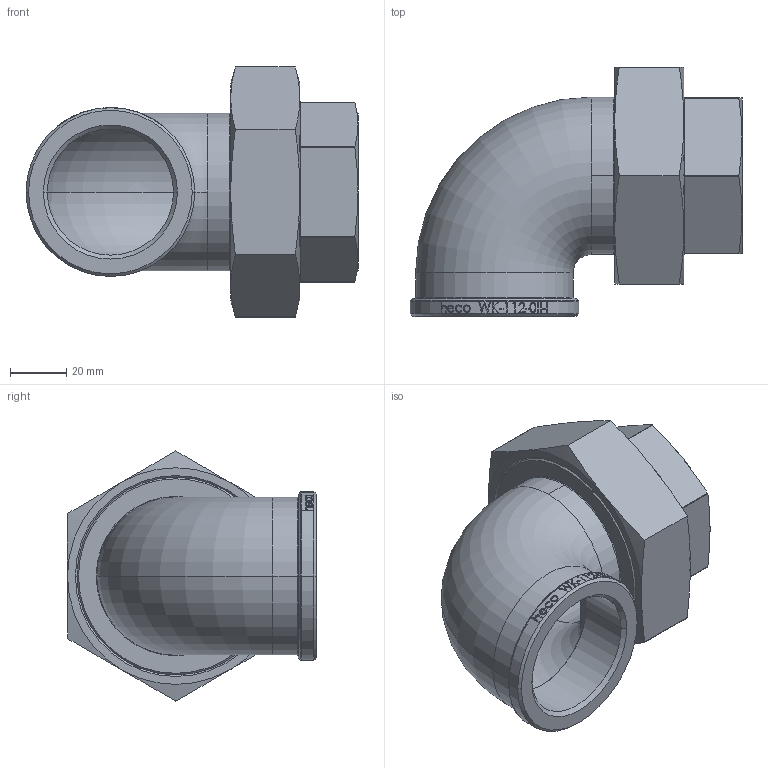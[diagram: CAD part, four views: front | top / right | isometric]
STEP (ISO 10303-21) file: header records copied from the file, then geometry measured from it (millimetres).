
FILE_DESCRIPTION (( 'STEP AP214' ), '1' );
FILE_NAME ('WK-112-0II-I heco.STEP', '2017-09-21T12:47:41', ( '' ), ( '' ), 'SwSTEP 2.0', 'SolidWorks 2016', '' );
FILE_SCHEMA (( 'AUTOMOTIVE_DESIGN' ));
Length unit declared in the file: millimetre
Products named in the file (1): WK-112-0II-I heco
Bounding box: 118 x 88.5 x 88.87 mm (x, y, z)
Volume: 144970 mm3; surface area: 51604 mm2
Topology: 1 solids, 1 shells, 273 faces, 678 edges, 435 vertices
Faces by surface type: plane 85, cylinder 69, bspline 69, cone 32, torus 18
Entity records: 17923 total; most frequent: CARTESIAN_POINT 10413, ORIENTED_EDGE 1356, DIRECTION 1002, EDGE_CURVE 678, VERTEX_POINT 435, AXIS2_PLACEMENT_3D 412, EDGE_LOOP 303, ADVANCED_FACE 273
